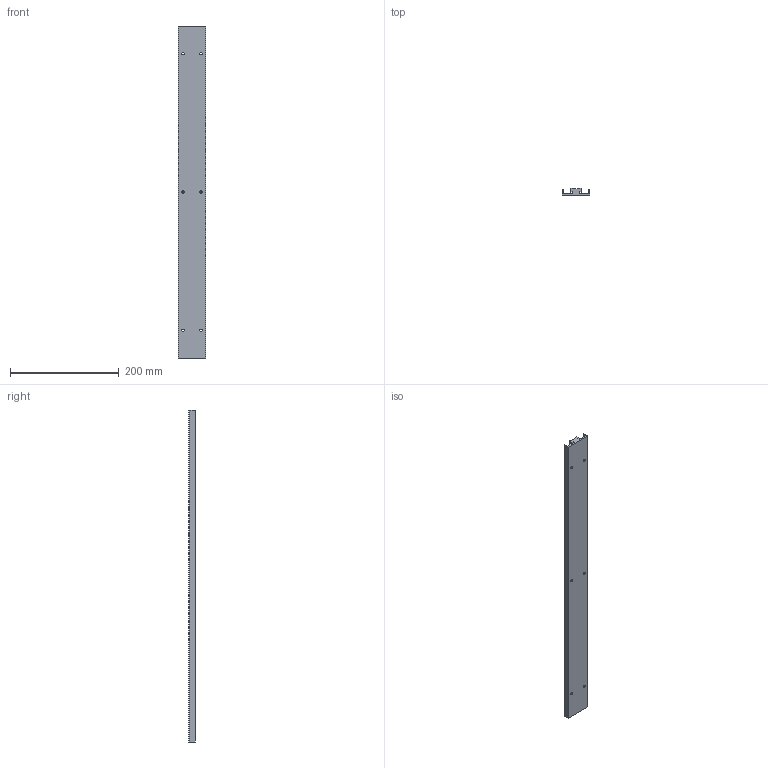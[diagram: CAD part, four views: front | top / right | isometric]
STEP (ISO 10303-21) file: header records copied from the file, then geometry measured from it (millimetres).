
FILE_DESCRIPTION (( 'STEP AP214' ), '1' );
FILE_NAME ('700-2500-024.STEP', '2020-03-10T16:43:50', ( '' ), ( '' ), 'SwSTEP 2.0', 'SolidWorks 2019', '' );
FILE_SCHEMA (( 'AUTOMOTIVE_DESIGN' ));
Length unit declared in the file: inch
Products named in the file (1): 700-2500-024
Bounding box: 51.31 x 12.45 x 609.6 mm (x, y, z)
Volume: 203649.5 mm3; surface area: 105043.4 mm2
Topology: 1 solids, 1 shells, 46 faces, 120 edges, 76 vertices
Faces by surface type: plane 22, cone 12, cylinder 12
Entity records: 1481 total; most frequent: DIRECTION 250, CARTESIAN_POINT 243, ORIENTED_EDGE 240, EDGE_CURVE 120, VECTOR 84, LINE 84, AXIS2_PLACEMENT_3D 83, VERTEX_POINT 76
